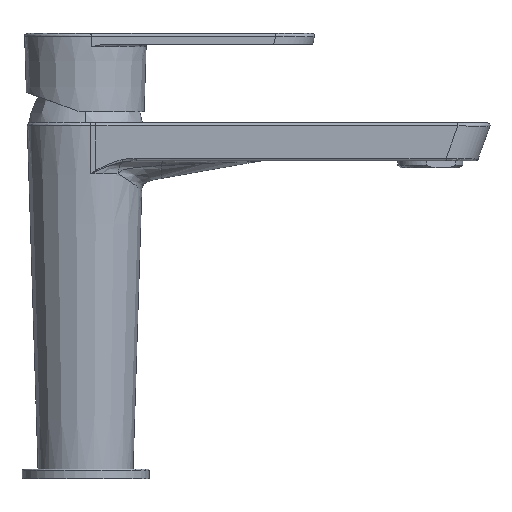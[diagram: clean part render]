
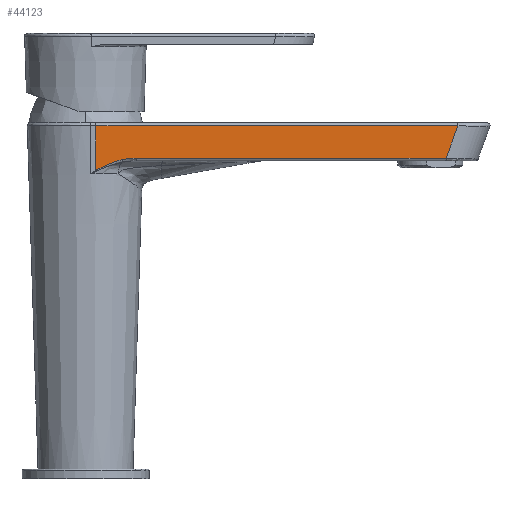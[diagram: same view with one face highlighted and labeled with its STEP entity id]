
A CAD part, front view. The second image highlights one B-rep face of the part: STEP entity #44123.
In plain terms, the highlighted face is planar.
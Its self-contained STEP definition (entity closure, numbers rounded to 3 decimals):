
#151 = CARTESIAN_POINT ( 'NONE',  ( 11.282, -20.571, 115.898 ) ) ;
#303 = CARTESIAN_POINT ( 'NONE',  ( 9.403, -20.645, 115.222 ) ) ;
#319 = EDGE_CURVE ( 'NONE', #35332, #4393, #40423, .T. ) ;
#439 = EDGE_CURVE ( 'NONE', #11041, #13430, #29047, .T. ) ;
#446 = CARTESIAN_POINT ( 'NONE',  ( 6.765, -20.742, 114.07 ) ) ;
#1226 = CARTESIAN_POINT ( 'NONE',  ( 15.963, -20.365, 116.86 ) ) ;
#1373 = CARTESIAN_POINT ( 'NONE',  ( 14.072, -20.453, 116.62 ) ) ;
#3664 = CARTESIAN_POINT ( 'NONE',  ( 10.372, -20.607, 115.587 ) ) ;
#3802 = CARTESIAN_POINT ( 'NONE',  ( 7.855, -20.703, 114.575 ) ) ;
#3957 = CARTESIAN_POINT ( 'NONE',  ( 6.765, -20.742, 114.07 ) ) ;
#4393 = VERTEX_POINT ( 'NONE', #4942 ) ;
#4744 = CARTESIAN_POINT ( 'NONE',  ( 15.65, -20.38, 116.831 ) ) ;
#4885 = CARTESIAN_POINT ( 'NONE',  ( 13.446, -20.48, 116.49 ) ) ;
#4942 = CARTESIAN_POINT ( 'NONE',  ( 18.595, -20.235, 116.969 ) ) ;
#5798 = CARTESIAN_POINT ( 'NONE',  ( 3.671, -21.367, 128.968 ) ) ;
#6309 = FACE_OUTER_BOUND ( 'NONE', #18882, .T. ) ;
#7017 = CARTESIAN_POINT ( 'NONE',  ( 13.446, -20.48, 116.49 ) ) ;
#7167 = CARTESIAN_POINT ( 'NONE',  ( 9.893, -20.626, 115.411 ) ) ;
#7325 = CARTESIAN_POINT ( 'NONE',  ( 7.039, -20.732, 114.2 ) ) ;
#7345 = LINE ( 'NONE', #5798, #17764 ) ;
#7417 = DIRECTION ( 'NONE',  ( -0.999, -0.051, 0. ) ) ;
#7473 = CARTESIAN_POINT ( 'NONE',  ( 6.087, -20.766, 113.746 ) ) ;
#8241 = CARTESIAN_POINT ( 'NONE',  ( 15.471, -20.388, 116.812 ) ) ;
#10472 = VECTOR ( 'NONE', #28536, 1000. ) ;
#10527 = CARTESIAN_POINT ( 'NONE',  ( 12.907, -20.504, 116.368 ) ) ;
#10680 = CARTESIAN_POINT ( 'NONE',  ( 9.575, -20.638, 115.289 ) ) ;
#10819 = CARTESIAN_POINT ( 'NONE',  ( 6.835, -20.74, 114.103 ) ) ;
#10969 = CARTESIAN_POINT ( 'NONE',  ( 4.45, -20.822, 112.891 ) ) ;
#11009 = ORIENTED_EDGE ( 'NONE', *, *, #13061, .F. ) ;
#11041 = VERTEX_POINT ( 'NONE', #27443 ) ;
#11337 = ORIENTED_EDGE ( 'NONE', *, *, #40573, .F. ) ;
#11757 = CARTESIAN_POINT ( 'NONE',  ( 15.364, -20.393, 116.801 ) ) ;
#12105 = ORIENTED_EDGE ( 'NONE', *, *, #319, .F. ) ;
#12328 = DIRECTION ( 'NONE',  ( -0.342, 0.012, -0.94 ) ) ;
#12517 = AXIS2_PLACEMENT_3D ( 'NONE', #42119, #28295, #7417 ) ;
#12621 = EDGE_CURVE ( 'NONE', #11041, #31231, #7345, .T. ) ;
#12675 = VECTOR ( 'NONE', #14993, 1000. ) ;
#13061 = EDGE_CURVE ( 'NONE', #31231, #35332, #17188, .T. ) ;
#13430 = VERTEX_POINT ( 'NONE', #21589 ) ;
#14198 = CARTESIAN_POINT ( 'NONE',  ( 9.444, -20.643, 115.238 ) ) ;
#14356 = CARTESIAN_POINT ( 'NONE',  ( 6.778, -20.742, 114.076 ) ) ;
#14511 = CARTESIAN_POINT ( 'NONE',  ( 3.639, -20.849, 112.433 ) ) ;
#14993 = DIRECTION ( 'NONE',  ( -0.999, -0.051, 0. ) ) ;
#15277 = CARTESIAN_POINT ( 'NONE',  ( 15.339, -20.394, 116.798 ) ) ;
#16058 = DIRECTION ( 'NONE',  ( 0.999, 0.051, 0. ) ) ;
#17188 = LINE ( 'NONE', #35623, #44919 ) ;
#17746 = CARTESIAN_POINT ( 'NONE',  ( 9.411, -20.645, 115.225 ) ) ;
#17764 = VECTOR ( 'NONE', #16058, 1000. ) ;
#17895 = CARTESIAN_POINT ( 'NONE',  ( 6.766, -20.742, 114.07 ) ) ;
#18643 = CARTESIAN_POINT ( 'NONE',  ( 16.851, -20.322, 116.923 ) ) ;
#18803 = CARTESIAN_POINT ( 'NONE',  ( 15.33, -20.395, 116.797 ) ) ;
#18882 = EDGE_LOOP ( 'NONE', ( #11337, #28031, #12105, #11009, #26318, #28620 ) ) ;
#21088 = CARTESIAN_POINT ( 'NONE',  ( 12.296, -20.53, 116.21 ) ) ;
#21237 = CARTESIAN_POINT ( 'NONE',  ( 9.403, -20.645, 115.222 ) ) ;
#21325 = PLANE ( 'NONE',  #12517 ) ;
#21380 = CARTESIAN_POINT ( 'NONE',  ( 6.765, -20.742, 114.07 ) ) ;
#21589 = CARTESIAN_POINT ( 'NONE',  ( 3.639, -20.849, 112.433 ) ) ;
#21769 = B_SPLINE_CURVE_WITH_KNOTS ( 'NONE', 3,
 ( #7017, #10527, #21088, #151, #24569, #3664, #28061, #7167, #31563, #10680, #35062, #14198, #38530, #17746, #42022, #21237, #303, #24730, #3802, #28207, #7325, #31713, #10819, #35202, #14356, #38673, #17895, #42173, #21380, #446, #24878, #3957, #28348, #7473, #31865, #10969, #35351, #14511 ),
 .UNSPECIFIED., .F., .F.,
 ( 4, 2, 2, 2, 1, 1, 1, 1, 1, 1, 2, 2, 2, 2, 2, 1, 1, 1, 1, 1, 1, 2, 2, 2, 4 ),
 ( 0., 0.25, 0.375, 0.438, 0.469, 0.484, 0.492, 0.496, 0.498, 0.499, 0.5, 0.5, 0.625, 0.688, 0.719, 0.734, 0.742, 0.746, 0.748, 0.749, 0.75, 0.75, 0.75, 0.875, 1. ),
 .UNSPECIFIED. ) ;
#21859 = CARTESIAN_POINT ( 'NONE',  ( 18.595, -20.235, 116.969 ) ) ;
#22167 = CARTESIAN_POINT ( 'NONE',  ( 16.116, -20.357, 116.873 ) ) ;
#22318 = CARTESIAN_POINT ( 'NONE',  ( 14.7, -20.424, 116.72 ) ) ;
#22446 = VERTEX_POINT ( 'NONE', #27975 ) ;
#24569 = CARTESIAN_POINT ( 'NONE',  ( 10.927, -20.585, 115.782 ) ) ;
#24730 = CARTESIAN_POINT ( 'NONE',  ( 8.509, -20.679, 114.871 ) ) ;
#24878 = CARTESIAN_POINT ( 'NONE',  ( 6.765, -20.742, 114.07 ) ) ;
#25049 = CARTESIAN_POINT ( 'NONE',  ( 3.657, -21.134, 121.516 ) ) ;
#25633 = CARTESIAN_POINT ( 'NONE',  ( 15.729, -20.376, 116.838 ) ) ;
#25786 = CARTESIAN_POINT ( 'NONE',  ( 13.758, -20.467, 116.56 ) ) ;
#26318 = ORIENTED_EDGE ( 'NONE', *, *, #12621, .F. ) ;
#27032 = EDGE_CURVE ( 'NONE', #4393, #22446, #28902, .T. ) ;
#27443 = CARTESIAN_POINT ( 'NONE',  ( 3.671, -21.367, 128.968 ) ) ;
#27975 = CARTESIAN_POINT ( 'NONE',  ( 13.446, -20.48, 116.49 ) ) ;
#28031 = ORIENTED_EDGE ( 'NONE', *, *, #27032, .F. ) ;
#28061 = CARTESIAN_POINT ( 'NONE',  ( 10.183, -20.615, 115.519 ) ) ;
#28207 = CARTESIAN_POINT ( 'NONE',  ( 7.202, -20.726, 114.276 ) ) ;
#28295 = DIRECTION ( 'NONE',  ( -0.05, 0.998, 0.031 ) ) ;
#28348 = CARTESIAN_POINT ( 'NONE',  ( 6.766, -20.742, 114.07 ) ) ;
#28536 = DIRECTION ( 'NONE',  ( -0.002, 0.031, -1. ) ) ;
#28620 = ORIENTED_EDGE ( 'NONE', *, *, #439, .T. ) ;
#28902 = B_SPLINE_CURVE_WITH_KNOTS ( 'NONE', 3,
 ( #21859, #28990, #39457, #18643, #42955, #22167, #1226, #25633, #4744, #29149, #8241, #32637, #11757, #36105, #15277, #39602, #18803, #43101, #22318, #1373, #25786, #4885 ),
 .UNSPECIFIED., .F., .F.,
 ( 4, 2, 2, 2, 2, 1, 1, 1, 1, 2, 2, 2, 4 ),
 ( 0., 0.25, 0.375, 0.437, 0.469, 0.484, 0.492, 0.496, 0.498, 0.499, 0.5, 0.75, 1. ),
 .UNSPECIFIED. ) ;
#28990 = CARTESIAN_POINT ( 'NONE',  ( 18.158, -20.257, 116.969 ) ) ;
#29001 = CARTESIAN_POINT ( 'NONE',  ( 149.979, -13.591, 116.969 ) ) ;
#29047 = LINE ( 'NONE', #25049, #10472 ) ;
#29149 = CARTESIAN_POINT ( 'NONE',  ( 15.531, -20.385, 116.818 ) ) ;
#30754 = CARTESIAN_POINT ( 'NONE',  ( 133.23, -14.438, 116.969 ) ) ;
#31231 = VERTEX_POINT ( 'NONE', #37333 ) ;
#31563 = CARTESIAN_POINT ( 'NONE',  ( 9.747, -20.632, 115.356 ) ) ;
#31713 = CARTESIAN_POINT ( 'NONE',  ( 6.876, -20.738, 114.122 ) ) ;
#31865 = CARTESIAN_POINT ( 'NONE',  ( 5.49, -20.787, 113.441 ) ) ;
#32637 = CARTESIAN_POINT ( 'NONE',  ( 15.4, -20.391, 116.804 ) ) ;
#35062 = CARTESIAN_POINT ( 'NONE',  ( 9.487, -20.642, 115.255 ) ) ;
#35202 = CARTESIAN_POINT ( 'NONE',  ( 6.793, -20.741, 114.083 ) ) ;
#35332 = VERTEX_POINT ( 'NONE', #30754 ) ;
#35351 = CARTESIAN_POINT ( 'NONE',  ( 4.007, -20.837, 112.647 ) ) ;
#35623 = CARTESIAN_POINT ( 'NONE',  ( 137.597, -14.595, 128.969 ) ) ;
#36105 = CARTESIAN_POINT ( 'NONE',  ( 15.347, -20.394, 116.799 ) ) ;
#37333 = CARTESIAN_POINT ( 'NONE',  ( 137.597, -14.595, 128.969 ) ) ;
#38530 = CARTESIAN_POINT ( 'NONE',  ( 9.422, -20.644, 115.23 ) ) ;
#38673 = CARTESIAN_POINT ( 'NONE',  ( 6.768, -20.742, 114.071 ) ) ;
#39457 = CARTESIAN_POINT ( 'NONE',  ( 17.668, -20.282, 116.961 ) ) ;
#39602 = CARTESIAN_POINT ( 'NONE',  ( 15.334, -20.395, 116.797 ) ) ;
#40423 = LINE ( 'NONE', #29001, #12675 ) ;
#40573 = EDGE_CURVE ( 'NONE', #22446, #13430, #21769, .T. ) ;
#42022 = CARTESIAN_POINT ( 'NONE',  ( 9.406, -20.645, 115.224 ) ) ;
#42119 = CARTESIAN_POINT ( 'NONE',  ( 150., -14., 130. ) ) ;
#42173 = CARTESIAN_POINT ( 'NONE',  ( 6.765, -20.742, 114.07 ) ) ;
#42955 = CARTESIAN_POINT ( 'NONE',  ( 16.565, -20.336, 116.906 ) ) ;
#43101 = CARTESIAN_POINT ( 'NONE',  ( 15.014, -20.41, 116.761 ) ) ;
#44123 = ADVANCED_FACE ( 'NONE', ( #6309 ), #21325, .F. ) ;
#44919 = VECTOR ( 'NONE', #12328, 1000. ) ;
